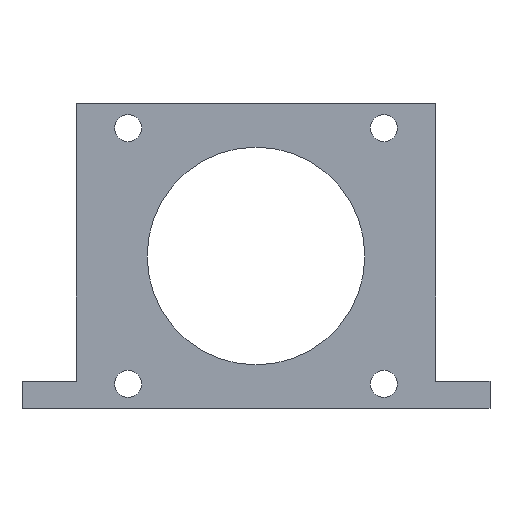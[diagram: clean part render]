
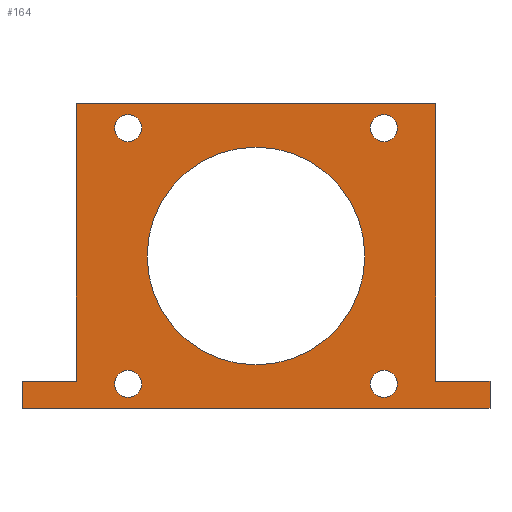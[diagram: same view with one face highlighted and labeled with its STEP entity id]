
A CAD part, left-side view. The second image highlights one B-rep face of the part: STEP entity #164.
In plain terms, the highlighted planar face has unit normal (-1, 0, 0).
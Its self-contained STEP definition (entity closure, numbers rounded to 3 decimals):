
#22 = VERTEX_POINT('',#23);
#23 = CARTESIAN_POINT('',(0.,0.,0.));
#31 = EDGE_CURVE('',#22,#32,#34,.T.);
#32 = VERTEX_POINT('',#33);
#33 = CARTESIAN_POINT('',(0.,-86.,0.));
#34 = LINE('',#35,#36);
#35 = CARTESIAN_POINT('',(0.,0.,0.));
#36 = VECTOR('',#37,1.);
#37 = DIRECTION('',(0.,-1.,0.));
#138 = EDGE_CURVE('',#139,#22,#141,.T.);
#139 = VERTEX_POINT('',#140);
#140 = CARTESIAN_POINT('',(0.,0.,5.));
#141 = LINE('',#142,#143);
#142 = CARTESIAN_POINT('',(0.,0.,56.));
#143 = VECTOR('',#144,1.);
#144 = DIRECTION('',(0.,0.,-1.));
#164 = ADVANCED_FACE('',(#165,#215,#226,#237,#248,#259),#270,.F.);
#165 = FACE_BOUND('',#166,.F.);
#166 = EDGE_LOOP('',(#167,#177,#185,#193,#201,#207,#208,#209));
#167 = ORIENTED_EDGE('',*,*,#168,.F.);
#168 = EDGE_CURVE('',#169,#171,#173,.T.);
#169 = VERTEX_POINT('',#170);
#170 = CARTESIAN_POINT('',(0.,-10.,56.));
#171 = VERTEX_POINT('',#172);
#172 = CARTESIAN_POINT('',(0.,-10.,5.));
#173 = LINE('',#174,#175);
#174 = CARTESIAN_POINT('',(0.,-10.,56.));
#175 = VECTOR('',#176,1.);
#176 = DIRECTION('',(0.,0.,-1.));
#177 = ORIENTED_EDGE('',*,*,#178,.T.);
#178 = EDGE_CURVE('',#169,#179,#181,.T.);
#179 = VERTEX_POINT('',#180);
#180 = CARTESIAN_POINT('',(0.,-76.,56.));
#181 = LINE('',#182,#183);
#182 = CARTESIAN_POINT('',(0.,0.,56.));
#183 = VECTOR('',#184,1.);
#184 = DIRECTION('',(0.,-1.,0.));
#185 = ORIENTED_EDGE('',*,*,#186,.T.);
#186 = EDGE_CURVE('',#179,#187,#189,.T.);
#187 = VERTEX_POINT('',#188);
#188 = CARTESIAN_POINT('',(0.,-76.,5.));
#189 = LINE('',#190,#191);
#190 = CARTESIAN_POINT('',(0.,-76.,56.));
#191 = VECTOR('',#192,1.);
#192 = DIRECTION('',(0.,0.,-1.));
#193 = ORIENTED_EDGE('',*,*,#194,.T.);
#194 = EDGE_CURVE('',#187,#195,#197,.T.);
#195 = VERTEX_POINT('',#196);
#196 = CARTESIAN_POINT('',(0.,-86.,5.));
#197 = LINE('',#198,#199);
#198 = CARTESIAN_POINT('',(0.,-76.,5.));
#199 = VECTOR('',#200,1.);
#200 = DIRECTION('',(0.,-1.,0.));
#201 = ORIENTED_EDGE('',*,*,#202,.T.);
#202 = EDGE_CURVE('',#195,#32,#203,.T.);
#203 = LINE('',#204,#205);
#204 = CARTESIAN_POINT('',(0.,-86.,56.));
#205 = VECTOR('',#206,1.);
#206 = DIRECTION('',(0.,0.,-1.));
#207 = ORIENTED_EDGE('',*,*,#31,.F.);
#208 = ORIENTED_EDGE('',*,*,#138,.F.);
#209 = ORIENTED_EDGE('',*,*,#210,.F.);
#210 = EDGE_CURVE('',#171,#139,#211,.T.);
#211 = LINE('',#212,#213);
#212 = CARTESIAN_POINT('',(0.,-10.,5.));
#213 = VECTOR('',#214,1.);
#214 = DIRECTION('',(0.,1.,0.));
#215 = FACE_BOUND('',#216,.F.);
#216 = EDGE_LOOP('',(#217));
#217 = ORIENTED_EDGE('',*,*,#218,.T.);
#218 = EDGE_CURVE('',#219,#219,#221,.T.);
#219 = VERTEX_POINT('',#220);
#220 = CARTESIAN_POINT('',(0.,-66.5,49.));
#221 = CIRCLE('',#222,2.5);
#222 = AXIS2_PLACEMENT_3D('',#223,#224,#225);
#223 = CARTESIAN_POINT('',(0.,-66.5,51.5));
#224 = DIRECTION('',(-1.,0.,0.));
#225 = DIRECTION('',(0.,0.,-1.));
#226 = FACE_BOUND('',#227,.F.);
#227 = EDGE_LOOP('',(#228));
#228 = ORIENTED_EDGE('',*,*,#229,.T.);
#229 = EDGE_CURVE('',#230,#230,#232,.T.);
#230 = VERTEX_POINT('',#231);
#231 = CARTESIAN_POINT('',(-0.,-66.5,2.));
#232 = CIRCLE('',#233,2.5);
#233 = AXIS2_PLACEMENT_3D('',#234,#235,#236);
#234 = CARTESIAN_POINT('',(0.,-66.5,4.5));
#235 = DIRECTION('',(-1.,0.,0.));
#236 = DIRECTION('',(0.,0.,-1.));
#237 = FACE_BOUND('',#238,.F.);
#238 = EDGE_LOOP('',(#239));
#239 = ORIENTED_EDGE('',*,*,#240,.T.);
#240 = EDGE_CURVE('',#241,#241,#243,.T.);
#241 = VERTEX_POINT('',#242);
#242 = CARTESIAN_POINT('',(0.,-19.5,49.));
#243 = CIRCLE('',#244,2.5);
#244 = AXIS2_PLACEMENT_3D('',#245,#246,#247);
#245 = CARTESIAN_POINT('',(0.,-19.5,51.5));
#246 = DIRECTION('',(-1.,0.,0.));
#247 = DIRECTION('',(0.,0.,-1.));
#248 = FACE_BOUND('',#249,.F.);
#249 = EDGE_LOOP('',(#250));
#250 = ORIENTED_EDGE('',*,*,#251,.T.);
#251 = EDGE_CURVE('',#252,#252,#254,.T.);
#252 = VERTEX_POINT('',#253);
#253 = CARTESIAN_POINT('',(0.,-43.,8.));
#254 = CIRCLE('',#255,20.);
#255 = AXIS2_PLACEMENT_3D('',#256,#257,#258);
#256 = CARTESIAN_POINT('',(0.,-43.,28.));
#257 = DIRECTION('',(-1.,0.,0.));
#258 = DIRECTION('',(0.,0.,-1.));
#259 = FACE_BOUND('',#260,.F.);
#260 = EDGE_LOOP('',(#261));
#261 = ORIENTED_EDGE('',*,*,#262,.T.);
#262 = EDGE_CURVE('',#263,#263,#265,.T.);
#263 = VERTEX_POINT('',#264);
#264 = CARTESIAN_POINT('',(-0.,-19.5,2.));
#265 = CIRCLE('',#266,2.5);
#266 = AXIS2_PLACEMENT_3D('',#267,#268,#269);
#267 = CARTESIAN_POINT('',(0.,-19.5,4.5));
#268 = DIRECTION('',(-1.,0.,0.));
#269 = DIRECTION('',(0.,0.,-1.));
#270 = PLANE('',#271);
#271 = AXIS2_PLACEMENT_3D('',#272,#273,#274);
#272 = CARTESIAN_POINT('',(0.,0.,56.));
#273 = DIRECTION('',(1.,0.,0.));
#274 = DIRECTION('',(0.,0.,-1.));
